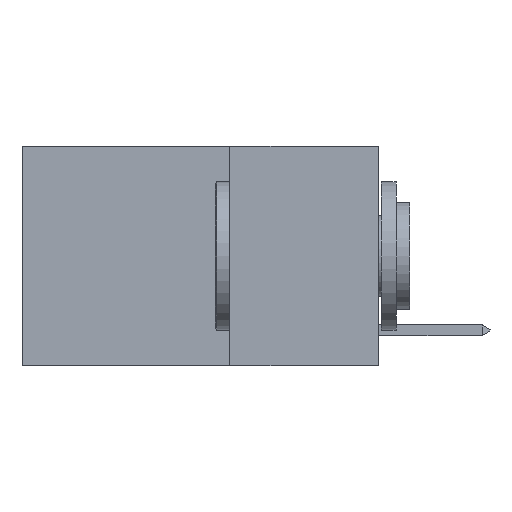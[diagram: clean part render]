
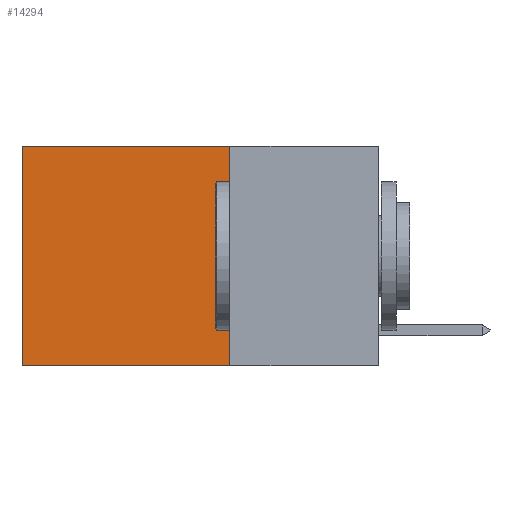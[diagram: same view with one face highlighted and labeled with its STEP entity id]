
A CAD part, left-side view. The second image highlights one B-rep face of the part: STEP entity #14294.
In plain terms, the highlighted planar face has unit normal (-1, 0, 0).
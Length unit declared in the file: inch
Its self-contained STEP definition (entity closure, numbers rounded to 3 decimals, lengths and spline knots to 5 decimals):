
#663 = ORIENTED_EDGE ( 'NONE', *, *, #14549, .T. ) ;
#750 = DIRECTION ( 'NONE',  ( 0., 1., 0. ) ) ;
#1092 = ORIENTED_EDGE ( 'NONE', *, *, #17847, .F. ) ;
#1856 = LINE ( 'NONE', #15465, #21761 ) ;
#2111 = CARTESIAN_POINT ( 'NONE',  ( 0.2625, 0.6, -0.37 ) ) ;
#2919 = VECTOR ( 'NONE', #750, 39.37008 ) ;
#3465 = LINE ( 'NONE', #10369, #9126 ) ;
#3701 = PLANE ( 'NONE',  #18495 ) ;
#5245 = DIRECTION ( 'NONE',  ( 0., 1., 0. ) ) ;
#6052 = EDGE_CURVE ( 'NONE', #20861, #14264, #1856, .T. ) ;
#7070 = DIRECTION ( 'NONE',  ( 0., 0., -1. ) ) ;
#8114 = VERTEX_POINT ( 'NONE', #9520 ) ;
#9126 = VECTOR ( 'NONE', #7070, 39.37008 ) ;
#9520 = CARTESIAN_POINT ( 'NONE',  ( 0.2625, 0.25, 0. ) ) ;
#10369 = CARTESIAN_POINT ( 'NONE',  ( 0.2625, 0.25, 0. ) ) ;
#10607 = DIRECTION ( 'NONE',  ( 1., 0., 0. ) ) ;
#12094 = CARTESIAN_POINT ( 'NONE',  ( 0.2625, 0.25, 0. ) ) ;
#12996 = DIRECTION ( 'NONE',  ( 0., 0., -1. ) ) ;
#14102 = EDGE_CURVE ( 'NONE', #16827, #14264, #21515, .T. ) ;
#14117 = FACE_OUTER_BOUND ( 'NONE', #17251, .T. ) ;
#14264 = VERTEX_POINT ( 'NONE', #2111 ) ;
#14294 = ADVANCED_FACE ( 'NONE', ( #14117 ), #3701, .F. ) ;
#14348 = CARTESIAN_POINT ( 'NONE',  ( 0.2625, 0.25, 0. ) ) ;
#14549 = EDGE_CURVE ( 'NONE', #8114, #16827, #21267, .T. ) ;
#15465 = CARTESIAN_POINT ( 'NONE',  ( 0.2625, 0.25, -0.37 ) ) ;
#15997 = ORIENTED_EDGE ( 'NONE', *, *, #6052, .F. ) ;
#16663 = VECTOR ( 'NONE', #12996, 39.37008 ) ;
#16747 = CARTESIAN_POINT ( 'NONE',  ( 0.2625, 0.25, -0.37 ) ) ;
#16827 = VERTEX_POINT ( 'NONE', #18390 ) ;
#17251 = EDGE_LOOP ( 'NONE', ( #20540, #15997, #1092, #663 ) ) ;
#17847 = EDGE_CURVE ( 'NONE', #8114, #20861, #3465, .T. ) ;
#18390 = CARTESIAN_POINT ( 'NONE',  ( 0.2625, 0.6, 0. ) ) ;
#18495 = AXIS2_PLACEMENT_3D ( 'NONE', #12094, #10607, #21156 ) ;
#19822 = CARTESIAN_POINT ( 'NONE',  ( 0.2625, 0.6, 0. ) ) ;
#20540 = ORIENTED_EDGE ( 'NONE', *, *, #14102, .T. ) ;
#20861 = VERTEX_POINT ( 'NONE', #16747 ) ;
#21156 = DIRECTION ( 'NONE',  ( 0., 0., -1. ) ) ;
#21267 = LINE ( 'NONE', #14348, #2919 ) ;
#21515 = LINE ( 'NONE', #19822, #16663 ) ;
#21761 = VECTOR ( 'NONE', #5245, 39.37008 ) ;
